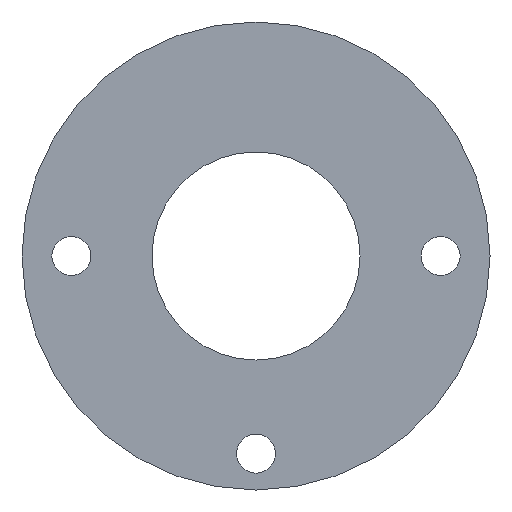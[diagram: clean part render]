
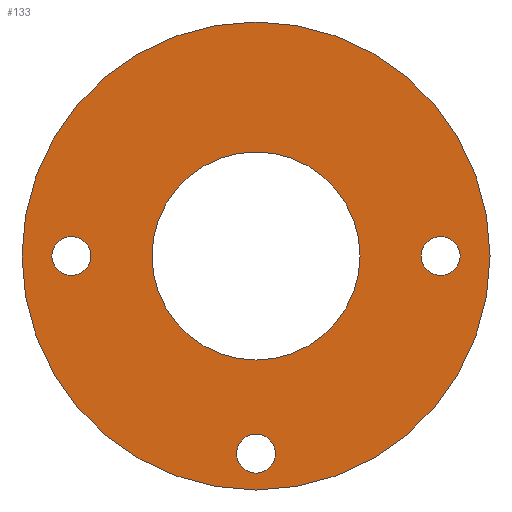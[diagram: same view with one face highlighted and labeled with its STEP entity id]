
A CAD part, front view. The second image highlights one B-rep face of the part: STEP entity #133.
In plain terms, the highlighted planar face has unit normal (0, -1, 0).
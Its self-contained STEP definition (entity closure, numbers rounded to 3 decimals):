
#19=FACE_BOUND('',#43,.T.);
#20=FACE_BOUND('',#44,.T.);
#21=FACE_BOUND('',#45,.T.);
#22=FACE_BOUND('',#46,.T.);
#24=PLANE('',#164);
#31=FACE_OUTER_BOUND('',#42,.T.);
#42=EDGE_LOOP('',(#117));
#43=EDGE_LOOP('',(#118));
#44=EDGE_LOOP('',(#119));
#45=EDGE_LOOP('',(#120));
#46=EDGE_LOOP('',(#121));
#58=CIRCLE('',#150,1.5);
#59=CIRCLE('',#152,1.5);
#61=CIRCLE('',#155,1.5);
#64=CIRCLE('',#159,8.);
#65=CIRCLE('',#161,18.);
#68=VERTEX_POINT('',#210);
#69=VERTEX_POINT('',#214);
#71=VERTEX_POINT('',#220);
#74=VERTEX_POINT('',#228);
#75=VERTEX_POINT('',#232);
#79=EDGE_CURVE('',#68,#68,#58,.T.);
#80=EDGE_CURVE('',#69,#69,#59,.T.);
#83=EDGE_CURVE('',#71,#71,#61,.T.);
#88=EDGE_CURVE('',#74,#74,#64,.T.);
#89=EDGE_CURVE('',#75,#75,#65,.T.);
#117=ORIENTED_EDGE('',*,*,#89,.T.);
#118=ORIENTED_EDGE('',*,*,#79,.T.);
#119=ORIENTED_EDGE('',*,*,#80,.T.);
#120=ORIENTED_EDGE('',*,*,#83,.T.);
#121=ORIENTED_EDGE('',*,*,#88,.T.);
#133=ADVANCED_FACE('',(#31,#19,#20,#21,#22),#24,.F.);
#150=AXIS2_PLACEMENT_3D('',#212,#172,#173);
#152=AXIS2_PLACEMENT_3D('',#215,#176,#177);
#155=AXIS2_PLACEMENT_3D('',#221,#183,#184);
#159=AXIS2_PLACEMENT_3D('',#230,#193,#194);
#161=AXIS2_PLACEMENT_3D('',#233,#197,#198);
#164=AXIS2_PLACEMENT_3D('',#238,#204,#205);
#172=DIRECTION('center_axis',(0.,1.,0.));
#173=DIRECTION('ref_axis',(-1.,0.,0.));
#176=DIRECTION('center_axis',(0.,1.,0.));
#177=DIRECTION('ref_axis',(1.,0.,0.));
#183=DIRECTION('center_axis',(0.,1.,0.));
#184=DIRECTION('ref_axis',(1.,0.,0.));
#193=DIRECTION('center_axis',(0.,1.,0.));
#194=DIRECTION('ref_axis',(-1.,0.,0.));
#197=DIRECTION('center_axis',(0.,-1.,0.));
#198=DIRECTION('ref_axis',(1.,0.,0.));
#204=DIRECTION('center_axis',(0.,1.,0.));
#205=DIRECTION('ref_axis',(1.,0.,0.));
#210=CARTESIAN_POINT('',(-25.5,-11.5,-15.2));
#212=CARTESIAN_POINT('Origin',(-27.,-11.5,-15.2));
#214=CARTESIAN_POINT('',(-14.3,-11.5,0.));
#215=CARTESIAN_POINT('Origin',(-12.8,-11.5,0.));
#220=CARTESIAN_POINT('',(-42.7,-11.5,0.));
#221=CARTESIAN_POINT('Origin',(-41.2,-11.5,0.));
#228=CARTESIAN_POINT('',(-19.,-11.5,0.));
#230=CARTESIAN_POINT('Origin',(-27.,-11.5,0.));
#232=CARTESIAN_POINT('',(-45.,-11.5,0.));
#233=CARTESIAN_POINT('Origin',(-27.,-11.5,0.));
#238=CARTESIAN_POINT('Origin',(-27.,-11.5,0.));
